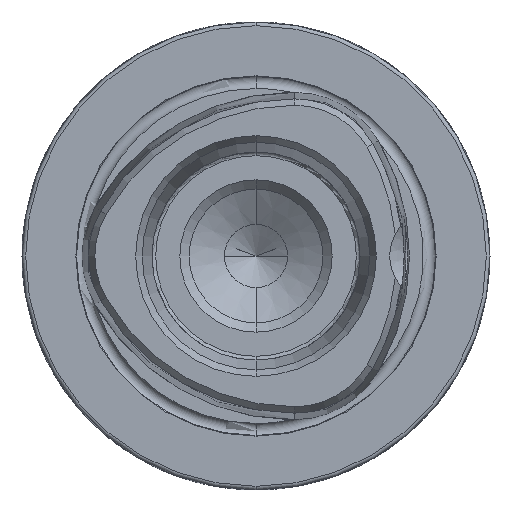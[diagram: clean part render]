
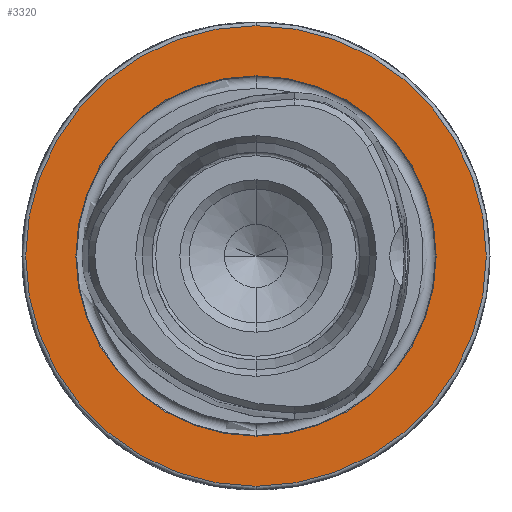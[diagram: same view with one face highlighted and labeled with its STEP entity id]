
A CAD part, left-side view. The second image highlights one B-rep face of the part: STEP entity #3320.
In plain terms, the highlighted planar face has unit normal (-1, 0, 0).
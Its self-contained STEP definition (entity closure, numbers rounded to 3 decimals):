
#499 = AXIS2_PLACEMENT_3D ( 'NONE', #10254, #10246, #10296 ) ;
#546 = AXIS2_PLACEMENT_3D ( 'NONE', #10599, #10772, #10664 ) ;
#578 = EDGE_CURVE ( 'NONE', #4408, #4380, #5593, .T. ) ;
#687 = EDGE_CURVE ( 'NONE', #4372, #10616, #8442, .T. ) ;
#1182 = CARTESIAN_POINT ( 'NONE',  ( 0., 0., 24.25 ) ) ;
#1190 = CARTESIAN_POINT ( 'NONE',  ( 0., 0., 31. ) ) ;
#1218 = CARTESIAN_POINT ( 'NONE',  ( 0., 0., -31. ) ) ;
#1821 = EDGE_CURVE ( 'NONE', #10616, #4372, #8134, .T. ) ;
#2654 = CARTESIAN_POINT ( 'NONE',  ( 0., 0., 0. ) ) ;
#2655 = DIRECTION ( 'NONE',  ( -1., 0., 0. ) ) ;
#2656 = DIRECTION ( 'NONE',  ( 0., 0., 1. ) ) ;
#3320 = ADVANCED_FACE ( 'NONE', ( #8248, #8254 ), #8675, .F. ) ;
#4372 = VERTEX_POINT ( 'NONE', #1182 ) ;
#4380 = VERTEX_POINT ( 'NONE', #1190 ) ;
#4408 = VERTEX_POINT ( 'NONE', #1218 ) ;
#5384 = CIRCLE ( 'NONE', #5797, 31. ) ;
#5593 = CIRCLE ( 'NONE', #499, 31. ) ;
#5797 = AXIS2_PLACEMENT_3D ( 'NONE', #2654, #2655, #2656 ) ;
#6372 = EDGE_LOOP ( 'NONE', ( #10381, #10955 ) ) ;
#6649 = EDGE_LOOP ( 'NONE', ( #10987, #10452 ) ) ;
#7105 = CARTESIAN_POINT ( 'NONE',  ( 0., 0., -24.25 ) ) ;
#8134 = CIRCLE ( 'NONE', #8945, 24.25 ) ;
#8248 = FACE_BOUND ( 'NONE', #6649, .T. ) ;
#8254 = FACE_OUTER_BOUND ( 'NONE', #6372, .T. ) ;
#8442 = CIRCLE ( 'NONE', #546, 24.25 ) ;
#8672 = CARTESIAN_POINT ( 'NONE',  ( 0., 24.25, 0. ) ) ;
#8675 = PLANE ( 'NONE',  #9070 ) ;
#8677 = DIRECTION ( 'NONE',  ( 1., 0., 0. ) ) ;
#8678 = DIRECTION ( 'NONE',  ( 0., 0., -1. ) ) ;
#8871 = EDGE_CURVE ( 'NONE', #4380, #4408, #5384, .T. ) ;
#8945 = AXIS2_PLACEMENT_3D ( 'NONE', #9921, #9922, #9923 ) ;
#9070 = AXIS2_PLACEMENT_3D ( 'NONE', #8672, #8677, #8678 ) ;
#9921 = CARTESIAN_POINT ( 'NONE',  ( 0., 0., 0. ) ) ;
#9922 = DIRECTION ( 'NONE',  ( -1., 0., 0. ) ) ;
#9923 = DIRECTION ( 'NONE',  ( 0., 0., 1. ) ) ;
#10246 = DIRECTION ( 'NONE',  ( -1., 0., 0. ) ) ;
#10254 = CARTESIAN_POINT ( 'NONE',  ( 0., 0., 0. ) ) ;
#10296 = DIRECTION ( 'NONE',  ( 0., 0., 1. ) ) ;
#10381 = ORIENTED_EDGE ( 'NONE', *, *, #8871, .T. ) ;
#10452 = ORIENTED_EDGE ( 'NONE', *, *, #1821, .F. ) ;
#10599 = CARTESIAN_POINT ( 'NONE',  ( 0., 0., 0. ) ) ;
#10616 = VERTEX_POINT ( 'NONE', #7105 ) ;
#10664 = DIRECTION ( 'NONE',  ( 0., 0., 1. ) ) ;
#10772 = DIRECTION ( 'NONE',  ( -1., 0., 0. ) ) ;
#10955 = ORIENTED_EDGE ( 'NONE', *, *, #578, .T. ) ;
#10987 = ORIENTED_EDGE ( 'NONE', *, *, #687, .F. ) ;
